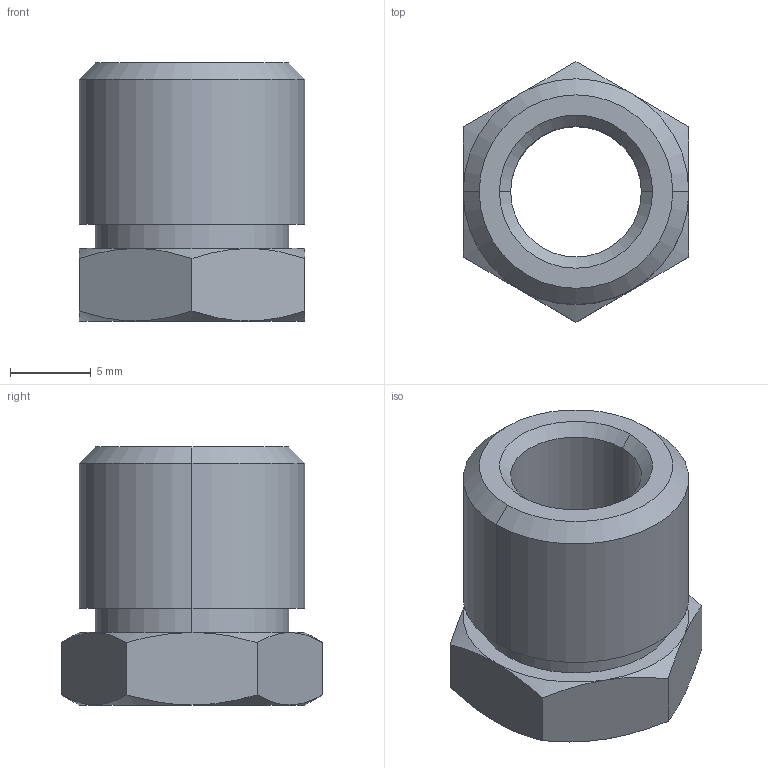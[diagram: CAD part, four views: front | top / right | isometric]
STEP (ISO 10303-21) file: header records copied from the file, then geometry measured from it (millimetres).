
FILE_DESCRIPTION (( 'STEP AP214' ), '1' );
FILE_NAME ('CB-8.STEP', '2024-03-21T02:36:09', ( '' ), ( '' ), 'SwSTEP 2.0', 'SolidWorks 2018', '' );
FILE_SCHEMA (( 'AUTOMOTIVE_DESIGN' ));
Length unit declared in the file: millimetre
Products named in the file (1): CB-8
Bounding box: 14 x 16.17 x 16 mm (x, y, z)
Volume: 1611.6 mm3; surface area: 1380 mm2
Topology: 1 solids, 1 shells, 34 faces, 72 edges, 42 vertices
Faces by surface type: cone 18, plane 10, cylinder 6
Entity records: 1402 total; most frequent: CARTESIAN_POINT 285, DIRECTION 148, ORIENTED_EDGE 144, EDGE_CURVE 72, AXIS2_PLACEMENT_3D 65, VERTEX_POINT 42, EDGE_LOOP 38, UNCERTAINTY_MEASURE_WITH_UNIT 37
